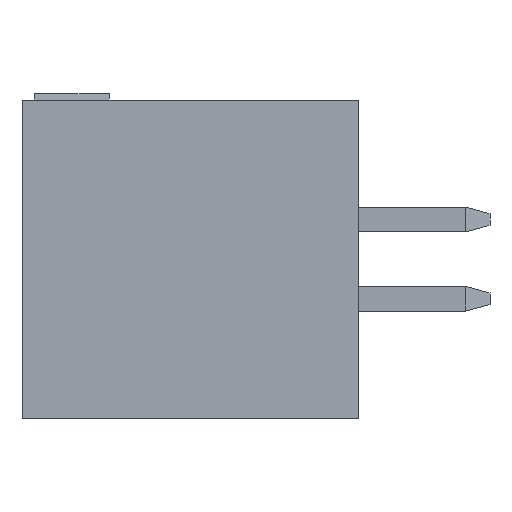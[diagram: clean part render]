
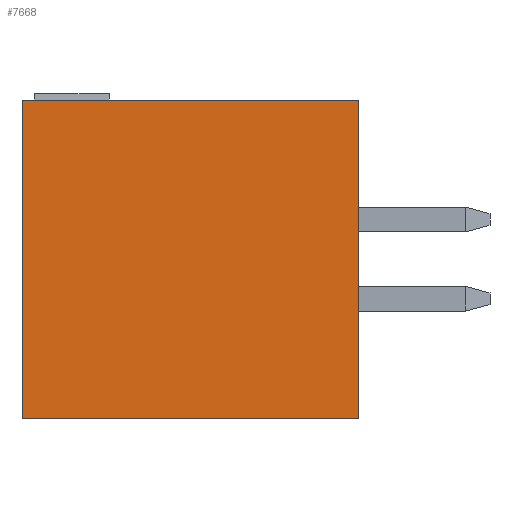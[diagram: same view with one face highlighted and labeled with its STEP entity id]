
A CAD part, left-side view. The second image highlights one B-rep face of the part: STEP entity #7668.
In plain terms, the highlighted planar face has unit normal (-1, 0, 0).
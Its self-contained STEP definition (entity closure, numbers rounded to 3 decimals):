
#156 = VERTEX_POINT ( 'NONE', #4490 ) ;
#233 = LINE ( 'NONE', #6844, #1729 ) ;
#623 = ORIENTED_EDGE ( 'NONE', *, *, #1171, .T. ) ;
#695 = FACE_OUTER_BOUND ( 'NONE', #4340, .T. ) ;
#712 = CARTESIAN_POINT ( 'NONE',  ( -6.325, 5.4, 2.55 ) ) ;
#962 = VECTOR ( 'NONE', #1128, 1000. ) ;
#983 = ORIENTED_EDGE ( 'NONE', *, *, #1647, .T. ) ;
#1128 = DIRECTION ( 'NONE',  ( 0., -1., 0. ) ) ;
#1171 = EDGE_CURVE ( 'NONE', #156, #8141, #6824, .T. ) ;
#1233 = ORIENTED_EDGE ( 'NONE', *, *, #4324, .F. ) ;
#1442 = CARTESIAN_POINT ( 'NONE',  ( -6.325, 0., 2.55 ) ) ;
#1647 = EDGE_CURVE ( 'NONE', #2040, #156, #4796, .T. ) ;
#1724 = ORIENTED_EDGE ( 'NONE', *, *, #2062, .F. ) ;
#1729 = VECTOR ( 'NONE', #1844, 1000. ) ;
#1844 = DIRECTION ( 'NONE',  ( 0., 0., 1. ) ) ;
#1959 = CARTESIAN_POINT ( 'NONE',  ( -6.325, 5.4, -2.55 ) ) ;
#2040 = VERTEX_POINT ( 'NONE', #1959 ) ;
#2062 = EDGE_CURVE ( 'NONE', #7599, #8141, #2235, .T. ) ;
#2082 = CARTESIAN_POINT ( 'NONE',  ( -6.325, 5.4, 2.55 ) ) ;
#2109 = CARTESIAN_POINT ( 'NONE',  ( -6.325, 5.4, 2.55 ) ) ;
#2235 = LINE ( 'NONE', #712, #7363 ) ;
#3291 = DIRECTION ( 'NONE',  ( 0., -1., 0. ) ) ;
#3377 = DIRECTION ( 'NONE',  ( 0., 0., 1. ) ) ;
#4324 = EDGE_CURVE ( 'NONE', #2040, #7599, #233, .T. ) ;
#4340 = EDGE_LOOP ( 'NONE', ( #623, #1724, #1233, #983 ) ) ;
#4490 = CARTESIAN_POINT ( 'NONE',  ( -6.325, 0., -2.55 ) ) ;
#4796 = LINE ( 'NONE', #8125, #962 ) ;
#5543 = VECTOR ( 'NONE', #3377, 1000. ) ;
#5867 = PLANE ( 'NONE',  #6373 ) ;
#6373 = AXIS2_PLACEMENT_3D ( 'NONE', #2109, #6534, #6512 ) ;
#6512 = DIRECTION ( 'NONE',  ( 0., 0., -1. ) ) ;
#6534 = DIRECTION ( 'NONE',  ( 1., 0., 0. ) ) ;
#6824 = LINE ( 'NONE', #7823, #5543 ) ;
#6844 = CARTESIAN_POINT ( 'NONE',  ( -6.325, 5.4, 2.55 ) ) ;
#7363 = VECTOR ( 'NONE', #3291, 1000. ) ;
#7599 = VERTEX_POINT ( 'NONE', #2082 ) ;
#7668 = ADVANCED_FACE ( 'NONE', ( #695 ), #5867, .F. ) ;
#7823 = CARTESIAN_POINT ( 'NONE',  ( -6.325, 0., 2.55 ) ) ;
#8125 = CARTESIAN_POINT ( 'NONE',  ( -6.325, 5.4, -2.55 ) ) ;
#8141 = VERTEX_POINT ( 'NONE', #1442 ) ;
